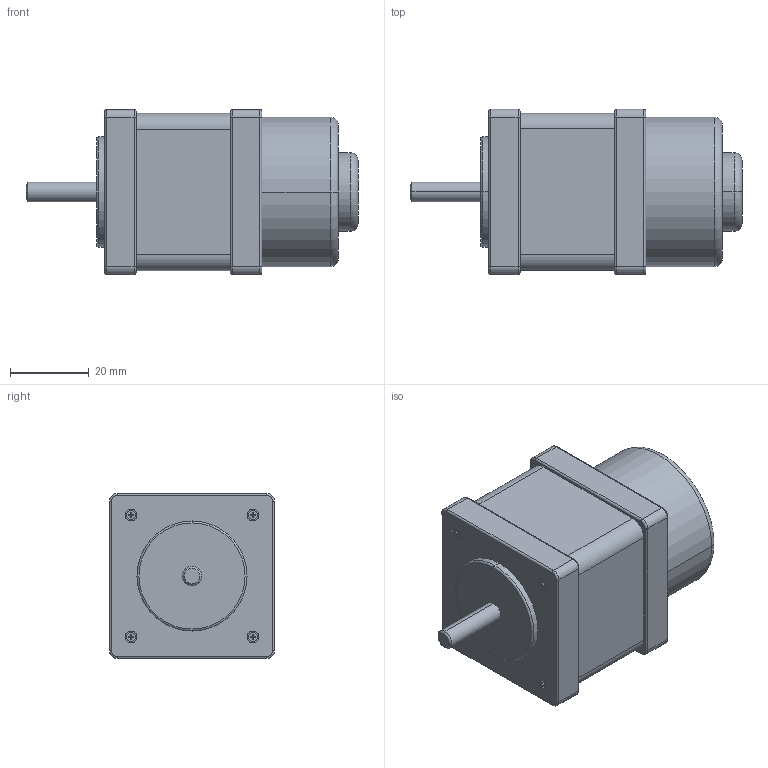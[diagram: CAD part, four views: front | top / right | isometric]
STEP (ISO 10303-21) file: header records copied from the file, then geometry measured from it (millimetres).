
FILE_DESCRIPTION((''),'2;1');
FILE_NAME('PRT0001','2017-04-07T',('Administrator'),(''),'PRO/ENGINEER BY PARAMETRIC TECHNOLOGY CORPORATION, 2010100','PRO/ENGINEER BY PARAMETRIC TECHNOLOGY CORPORATION, 2010100','');
FILE_SCHEMA(('CONFIG_CONTROL_DESIGN'));
Length unit declared in the file: millimetre
Products named in the file (1): PRT0001
Bounding box: 84.5 x 42 x 42 mm (x, y, z)
Volume: 91301.2 mm3; surface area: 13040.6 mm2
Topology: 1 solids, 1 shells, 156 faces, 368 edges, 232 vertices
Faces by surface type: plane 80, cylinder 52, torus 22, cone 2
Entity records: 4504 total; most frequent: DIRECTION 814, CARTESIAN_POINT 756, ORIENTED_EDGE 736, EDGE_CURVE 368, AXIS2_PLACEMENT_3D 290, VECTOR 234, LINE 234, VERTEX_POINT 232
